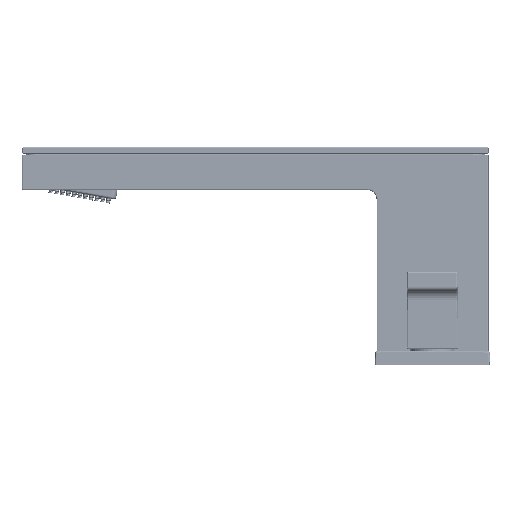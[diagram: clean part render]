
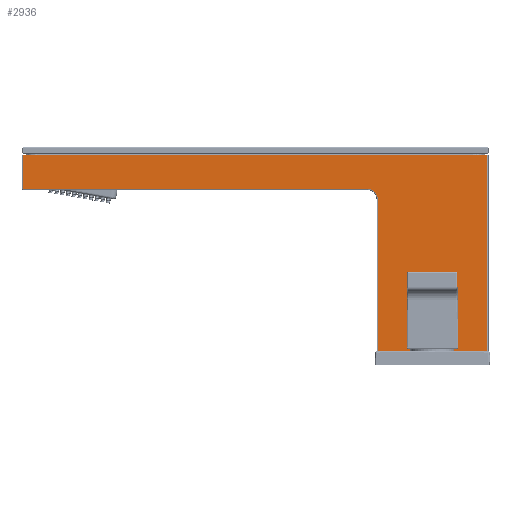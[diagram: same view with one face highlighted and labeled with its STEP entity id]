
A CAD part, left-side view. The second image highlights one B-rep face of the part: STEP entity #2936.
In plain terms, the highlighted face is planar.
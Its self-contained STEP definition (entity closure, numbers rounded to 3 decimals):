
#1851=CARTESIAN_POINT(' ',(28.,41.,75.5));
#1852=VERTEX_POINT(' ',#1851);
#1866=CARTESIAN_POINT(' ',(28.,41.,75.5));
#1871=DIRECTION(' ',(1.,0.,0.));
#1876=VECTOR(' ',#1871,1.);
#1881=LINE('',#1866,#1876);
#1886=CARTESIAN_POINT(' ',(175.5,41.,75.5));
#1887=VERTEX_POINT(' ',#1886);
#1891=EDGE_CURVE(' ',#1852,#1887,#1881,.T.);
#2576=CARTESIAN_POINT(' ',(23.5,41.,71.));
#2577=VERTEX_POINT(' ',#2576);
#2591=CARTESIAN_POINT(' ',(28.,41.,71.));
#2596=DIRECTION(' ',(0.,1.,0.));
#2601=DIRECTION(' ',(-1.,0.,0.));
#2606=AXIS2_PLACEMENT_3D(' ',#2591,#2596,#2601);
#2611=CIRCLE('',#2606,4.5);
#2616=EDGE_CURVE(' ',#2577,#1852,#2611,.T.);
#2651=DIRECTION(' ',(0.,1.,-0.));
#2656=CARTESIAN_POINT(' ',(-23.5,41.,0.));
#2661=DIRECTION(' ',(0.,0.,1.));
#2666=AXIS2_PLACEMENT_3D(' ',#2656,#2651,#2661);
#2671=PLANE('',#2666);
#2676=CARTESIAN_POINT(' ',(-17.624,41.,90.));
#2681=DIRECTION(' ',(-1.,0.,0.));
#2686=VECTOR(' ',#2681,1.);
#2691=LINE('',#2676,#2686);
#2696=CARTESIAN_POINT(' ',(-17.624,41.,90.));
#2697=VERTEX_POINT(' ',#2696);
#2701=CARTESIAN_POINT(' ',(-23.5,41.,90.));
#2702=VERTEX_POINT(' ',#2701);
#2706=EDGE_CURVE(' ',#2697,#2702,#2691,.T.);
#2711=ORIENTED_EDGE(' ',*,*,#2706,.F.);
#2716=CARTESIAN_POINT(' ',(-17.624,41.,90.));
#2721=DIRECTION(' ',(1.,0.,0.));
#2726=VECTOR(' ',#2721,1.);
#2731=LINE('',#2716,#2726);
#2736=CARTESIAN_POINT(' ',(169.624,41.,90.));
#2737=VERTEX_POINT(' ',#2736);
#2741=EDGE_CURVE(' ',#2697,#2737,#2731,.T.);
#2746=ORIENTED_EDGE(' ',*,*,#2741,.T.);
#2751=CARTESIAN_POINT(' ',(169.624,41.,90.));
#2756=DIRECTION(' ',(1.,0.,0.));
#2761=VECTOR(' ',#2756,1.);
#2766=LINE('',#2751,#2761);
#2771=CARTESIAN_POINT(' ',(175.5,41.,90.));
#2772=VERTEX_POINT(' ',#2771);
#2776=EDGE_CURVE(' ',#2737,#2772,#2766,.T.);
#2781=ORIENTED_EDGE(' ',*,*,#2776,.T.);
#2786=CARTESIAN_POINT(' ',(175.5,41.,75.5));
#2791=DIRECTION(' ',(0.,0.,1.));
#2796=VECTOR(' ',#2791,1.);
#2801=LINE('',#2786,#2796);
#2806=EDGE_CURVE(' ',#1887,#2772,#2801,.T.);
#2811=ORIENTED_EDGE(' ',*,*,#2806,.F.);
#2816=ORIENTED_EDGE(' ',*,*,#1891,.F.);
#2821=ORIENTED_EDGE(' ',*,*,#2616,.F.);
#2826=CARTESIAN_POINT(' ',(23.5,41.,0.));
#2831=DIRECTION(' ',(0.,0.,1.));
#2836=VECTOR(' ',#2831,1.);
#2841=LINE('',#2826,#2836);
#2846=CARTESIAN_POINT(' ',(23.5,41.,0.));
#2847=VERTEX_POINT(' ',#2846);
#2851=EDGE_CURVE(' ',#2847,#2577,#2841,.T.);
#2856=ORIENTED_EDGE(' ',*,*,#2851,.F.);
#2861=CARTESIAN_POINT(' ',(-23.5,41.,0.));
#2866=DIRECTION(' ',(1.,0.,0.));
#2871=VECTOR(' ',#2866,1.);
#2876=LINE('',#2861,#2871);
#2881=CARTESIAN_POINT(' ',(-23.5,41.,0.));
#2882=VERTEX_POINT(' ',#2881);
#2886=EDGE_CURVE(' ',#2882,#2847,#2876,.T.);
#2891=ORIENTED_EDGE(' ',*,*,#2886,.F.);
#2896=CARTESIAN_POINT(' ',(-23.5,41.,90.));
#2901=DIRECTION(' ',(0.,0.,-1.));
#2906=VECTOR(' ',#2901,1.);
#2911=LINE('',#2896,#2906);
#2916=EDGE_CURVE(' ',#2702,#2882,#2911,.T.);
#2921=ORIENTED_EDGE(' ',*,*,#2916,.F.);
#2926=EDGE_LOOP(' ',(#2711,#2746,#2781,#2811,#2816,#2821,#2856,#2891,#2921));
#2931=FACE_OUTER_BOUND(' ',#2926,.T.);
#2936=ADVANCED_FACE('',(#2931),#2671,.T.);
